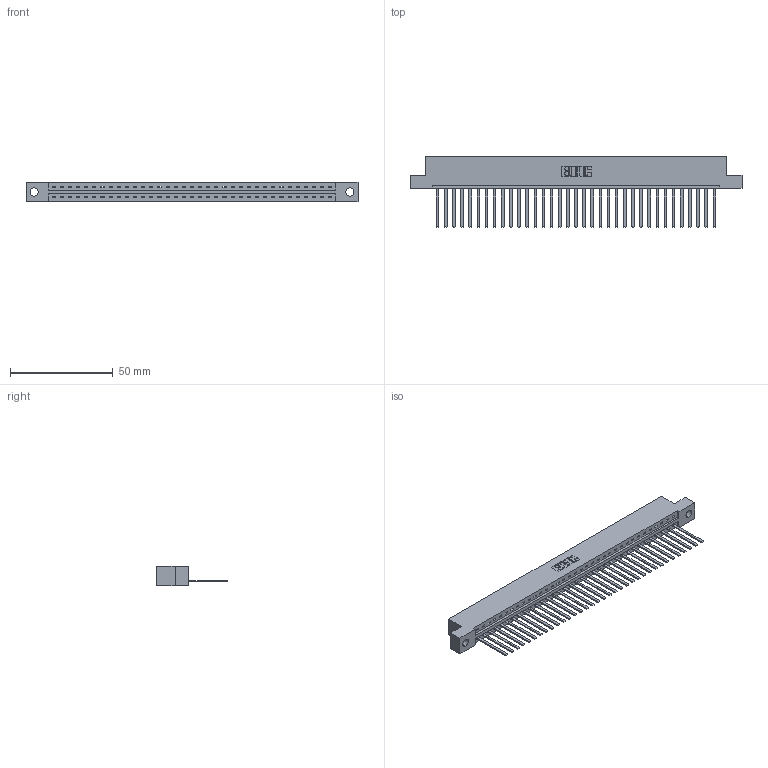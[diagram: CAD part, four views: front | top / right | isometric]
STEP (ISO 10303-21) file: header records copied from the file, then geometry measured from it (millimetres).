
FILE_DESCRIPTION (( 'STEP AP203' ), '1' );
FILE_NAME ('387-035-544-104.STEP', '2019-10-04T12:36:09', ( '' ), ( '' ), 'SwSTEP 2.0', 'SolidWorks 2016', '' );
FILE_SCHEMA (( 'CONFIG_CONTROL_DESIGN' ));
Length unit declared in the file: inch
Products named in the file (3): 337 Part_Flush Mounting Lugs - 0.156 Dia-TH; 345-292-001_345-293-144; 387-035-544-104
Assembly tree (36 placements, depth 2):
  387-035-544-104
    337 Part_Flush Mounting Lugs - 0.156 Dia-TH
    345-292-001_345-293-144  x35
Bounding box: 161.7 x 34.3 x 9.4 mm (x, y, z)
Volume: 17035.5 mm3; surface area: 18693.5 mm2
Topology: 36 solids, 36 shells, 2074 faces, 6261 edges, 4126 vertices
Faces by surface type: plane 1540, cylinder 534
Entity records: 26741 total; most frequent: CARTESIAN_POINT 4663, ORIENTED_EDGE 4634, DIRECTION 3935, EDGE_CURVE 2317, LINE 2193, VECTOR 2193, VERTEX_POINT 1542, AXIS2_PLACEMENT_3D 871
